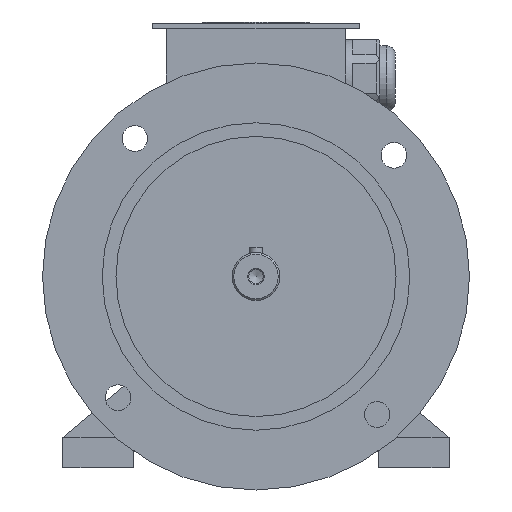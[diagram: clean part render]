
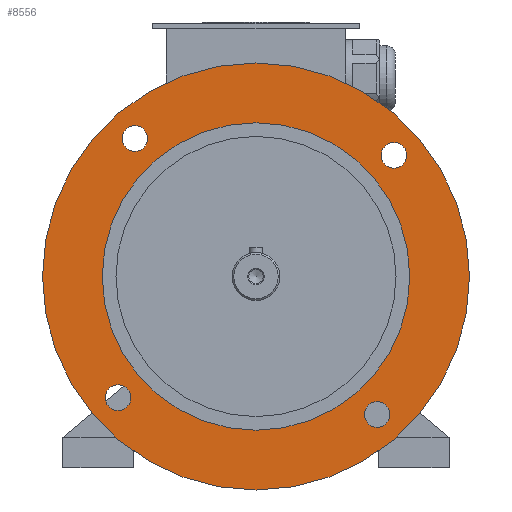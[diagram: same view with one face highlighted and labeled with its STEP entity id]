
A CAD part, front view. The second image highlights one B-rep face of the part: STEP entity #8556.
In plain terms, the highlighted planar face has unit normal (0, -1, 0).
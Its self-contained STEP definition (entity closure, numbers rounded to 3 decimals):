
#214=CIRCLE('',#8622,7.5);
#216=CIRCLE('',#8625,7.5);
#218=CIRCLE('',#8628,7.5);
#406=CIRCLE('',#9120,125.);
#408=CIRCLE('',#9123,7.5);
#409=CIRCLE('',#9124,90.);
#2021=ORIENTED_EDGE('',*,*,#2258,.F.);
#2022=ORIENTED_EDGE('',*,*,#2260,.F.);
#2023=ORIENTED_EDGE('',*,*,#2262,.F.);
#2024=ORIENTED_EDGE('',*,*,#3039,.F.);
#2025=ORIENTED_EDGE('',*,*,#3040,.T.);
#2026=ORIENTED_EDGE('',*,*,#3037,.F.);
#2258=EDGE_CURVE('',#3155,#3155,#214,.T.);
#2260=EDGE_CURVE('',#3157,#3157,#216,.T.);
#2262=EDGE_CURVE('',#3159,#3159,#218,.T.);
#3037=EDGE_CURVE('',#3675,#3675,#406,.T.);
#3039=EDGE_CURVE('',#3677,#3677,#408,.T.);
#3040=EDGE_CURVE('',#3678,#3678,#409,.T.);
#3155=VERTEX_POINT('',#11024);
#3157=VERTEX_POINT('',#11029);
#3159=VERTEX_POINT('',#11034);
#3675=VERTEX_POINT('',#12779);
#3677=VERTEX_POINT('',#12784);
#3678=VERTEX_POINT('',#12786);
#5223=EDGE_LOOP('',(#2021));
#5224=EDGE_LOOP('',(#2022));
#5225=EDGE_LOOP('',(#2023));
#5226=EDGE_LOOP('',(#2024));
#5227=EDGE_LOOP('',(#2025));
#5228=EDGE_LOOP('',(#2026));
#5615=FACE_BOUND('',#5223,.T.);
#5616=FACE_BOUND('',#5224,.T.);
#5617=FACE_BOUND('',#5225,.T.);
#5618=FACE_BOUND('',#5226,.T.);
#5619=FACE_BOUND('',#5227,.T.);
#5620=FACE_BOUND('',#5228,.T.);
#5892=PLANE('',#9122);
#8556=ADVANCED_FACE('',(#5615,#5616,#5617,#5618,#5619,#5620),#5892,.F.);
#8622=AXIS2_PLACEMENT_3D('',#11023,#9244,#9245);
#8625=AXIS2_PLACEMENT_3D('',#11028,#9250,#9251);
#8628=AXIS2_PLACEMENT_3D('',#11033,#9256,#9257);
#9120=AXIS2_PLACEMENT_3D('',#12778,#10745,#10746);
#9122=AXIS2_PLACEMENT_3D('',#12782,#10749,#10750);
#9123=AXIS2_PLACEMENT_3D('',#12783,#10751,#10752);
#9124=AXIS2_PLACEMENT_3D('',#12785,#10753,#10754);
#9244=DIRECTION('',(0.,-1.,0.));
#9245=DIRECTION('',(0.,0.,1.));
#9250=DIRECTION('',(0.,-1.,0.));
#9251=DIRECTION('',(-1.,0.,0.));
#9256=DIRECTION('',(0.,-1.,0.));
#9257=DIRECTION('',(0.,0.,-1.));
#10745=DIRECTION('',(0.,1.,0.));
#10746=DIRECTION('',(1.,0.,0.));
#10749=DIRECTION('',(0.,1.,0.));
#10750=DIRECTION('',(0.,0.,1.));
#10751=DIRECTION('',(0.,-1.,0.));
#10752=DIRECTION('',(1.,0.,0.));
#10753=DIRECTION('',(0.,1.,0.));
#10754=DIRECTION('',(1.,0.,0.));
#11023=CARTESIAN_POINT('',(-80.764,-35.,-70.946));
#11024=CARTESIAN_POINT('',(-80.764,-35.,-63.446));
#11028=CARTESIAN_POINT('',(70.946,-35.,-80.764));
#11029=CARTESIAN_POINT('',(63.446,-35.,-80.764));
#11033=CARTESIAN_POINT('',(80.764,-35.,70.946));
#11034=CARTESIAN_POINT('',(80.764,-35.,63.446));
#12778=CARTESIAN_POINT('',(0.,-35.,0.));
#12779=CARTESIAN_POINT('',(125.,-35.,0.));
#12782=CARTESIAN_POINT('',(0.,-35.,0.));
#12783=CARTESIAN_POINT('',(-70.946,-35.,80.764));
#12784=CARTESIAN_POINT('',(-63.446,-35.,80.764));
#12785=CARTESIAN_POINT('',(0.,-35.,0.));
#12786=CARTESIAN_POINT('',(90.,-35.,0.));
